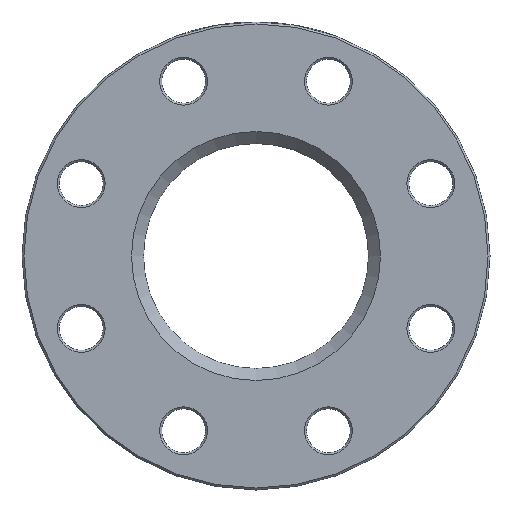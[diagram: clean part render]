
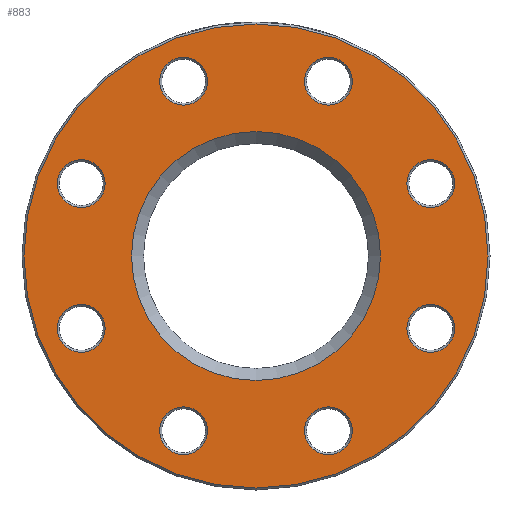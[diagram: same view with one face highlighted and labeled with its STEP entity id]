
A CAD part, left-side view. The second image highlights one B-rep face of the part: STEP entity #883.
In plain terms, the highlighted planar face has unit normal (-1, 0, 0).
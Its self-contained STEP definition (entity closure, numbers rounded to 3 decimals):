
#87 = DIRECTION ( 'NONE',  ( 1., 0., 0. ) ) ;
#91 = DIRECTION ( 'NONE',  ( 1., 0., 0. ) ) ;
#93 = CARTESIAN_POINT ( 'NONE',  ( 0., 36.355, 87.769 ) ) ;
#124 = VERTEX_POINT ( 'NONE', #1905 ) ;
#127 = DIRECTION ( 'NONE',  ( 1., 0., 0. ) ) ;
#168 = EDGE_LOOP ( 'NONE', ( #3985 ) ) ;
#217 = AXIS2_PLACEMENT_3D ( 'NONE', #93, #1561, #647 ) ;
#247 = AXIS2_PLACEMENT_3D ( 'NONE', #1735, #2738, #931 ) ;
#295 = EDGE_CURVE ( 'NONE', #5913, #5913, #1731, .T. ) ;
#355 = AXIS2_PLACEMENT_3D ( 'NONE', #2915, #5726, #1172 ) ;
#454 = CARTESIAN_POINT ( 'NONE',  ( 0., 56.5, 0. ) ) ;
#484 = FACE_BOUND ( 'NONE', #5319, .T. ) ;
#511 = EDGE_CURVE ( 'NONE', #5433, #5433, #1811, .T. ) ;
#528 = CIRCLE ( 'NONE', #355, 12. ) ;
#647 = DIRECTION ( 'NONE',  ( 0., 0., -1. ) ) ;
#664 = ORIENTED_EDGE ( 'NONE', *, *, #4359, .T. ) ;
#671 = EDGE_CURVE ( 'NONE', #4188, #4188, #5461, .T. ) ;
#779 = EDGE_CURVE ( 'NONE', #4985, #4985, #4019, .T. ) ;
#783 = AXIS2_PLACEMENT_3D ( 'NONE', #5289, #1216, #3899 ) ;
#810 = CARTESIAN_POINT ( 'NONE',  ( 0., -87.769, 36.355 ) ) ;
#883 = ADVANCED_FACE ( 'NONE', ( #3751, #3194, #5029, #932, #484, #4121, #3223, #2371, #5058, #4638 ), #4180, .F. ) ;
#903 = ORIENTED_EDGE ( 'NONE', *, *, #3879, .T. ) ;
#931 = DIRECTION ( 'NONE',  ( 0., 0., -1. ) ) ;
#932 = FACE_BOUND ( 'NONE', #168, .T. ) ;
#980 = ORIENTED_EDGE ( 'NONE', *, *, #671, .T. ) ;
#1045 = EDGE_LOOP ( 'NONE', ( #2472 ) ) ;
#1070 = DIRECTION ( 'NONE',  ( 0., 0., -1. ) ) ;
#1082 = CARTESIAN_POINT ( 'NONE',  ( 0., -87.769, -48.355 ) ) ;
#1172 = DIRECTION ( 'NONE',  ( 0., 0., -1. ) ) ;
#1216 = DIRECTION ( 'NONE',  ( 1., 0., 0. ) ) ;
#1268 = EDGE_LOOP ( 'NONE', ( #5694 ) ) ;
#1309 = AXIS2_PLACEMENT_3D ( 'NONE', #4083, #1749, #3998 ) ;
#1380 = VERTEX_POINT ( 'NONE', #5547 ) ;
#1476 = CIRCLE ( 'NONE', #4848, 12. ) ;
#1553 = AXIS2_PLACEMENT_3D ( 'NONE', #5117, #91, #4285 ) ;
#1561 = DIRECTION ( 'NONE',  ( 1., 0., 0. ) ) ;
#1580 = CIRCLE ( 'NONE', #3192, 12. ) ;
#1724 = DIRECTION ( 'NONE',  ( 0., 0., -1. ) ) ;
#1731 = CIRCLE ( 'NONE', #217, 12. ) ;
#1735 = CARTESIAN_POINT ( 'NONE',  ( 0., 0., 0. ) ) ;
#1749 = DIRECTION ( 'NONE',  ( 1., 0., 0. ) ) ;
#1811 = CIRCLE ( 'NONE', #4410, 12. ) ;
#1905 = CARTESIAN_POINT ( 'NONE',  ( 0., 87.769, 24.355 ) ) ;
#1935 = VERTEX_POINT ( 'NONE', #3693 ) ;
#1970 = CARTESIAN_POINT ( 'NONE',  ( 0., 0., -62.5 ) ) ;
#2218 = EDGE_CURVE ( 'NONE', #1380, #1380, #3366, .T. ) ;
#2371 = FACE_BOUND ( 'NONE', #1045, .T. ) ;
#2373 = CARTESIAN_POINT ( 'NONE',  ( 0., -36.355, 75.769 ) ) ;
#2387 = DIRECTION ( 'NONE',  ( -1., 0., 0. ) ) ;
#2407 = VERTEX_POINT ( 'NONE', #1970 ) ;
#2472 = ORIENTED_EDGE ( 'NONE', *, *, #511, .T. ) ;
#2515 = ORIENTED_EDGE ( 'NONE', *, *, #779, .T. ) ;
#2691 = CARTESIAN_POINT ( 'NONE',  ( 0., 87.769, -48.355 ) ) ;
#2702 = EDGE_LOOP ( 'NONE', ( #4861 ) ) ;
#2738 = DIRECTION ( 'NONE',  ( 1., 0., 0. ) ) ;
#2765 = DIRECTION ( 'NONE',  ( 0., 0., -1. ) ) ;
#2869 = EDGE_LOOP ( 'NONE', ( #980 ) ) ;
#2915 = CARTESIAN_POINT ( 'NONE',  ( 0., -87.769, -36.355 ) ) ;
#2927 = EDGE_LOOP ( 'NONE', ( #3168 ) ) ;
#3001 = EDGE_CURVE ( 'NONE', #4151, #4151, #1580, .T. ) ;
#3156 = AXIS2_PLACEMENT_3D ( 'NONE', #454, #87, #2765 ) ;
#3168 = ORIENTED_EDGE ( 'NONE', *, *, #2218, .T. ) ;
#3173 = CARTESIAN_POINT ( 'NONE',  ( 0., 0., -116.5 ) ) ;
#3192 = AXIS2_PLACEMENT_3D ( 'NONE', #4216, #127, #3792 ) ;
#3194 = FACE_OUTER_BOUND ( 'NONE', #2869, .T. ) ;
#3223 = FACE_BOUND ( 'NONE', #2927, .T. ) ;
#3251 = VERTEX_POINT ( 'NONE', #1082 ) ;
#3366 = CIRCLE ( 'NONE', #1553, 12. ) ;
#3397 = CARTESIAN_POINT ( 'NONE',  ( 0., 36.355, -87.769 ) ) ;
#3693 = CARTESIAN_POINT ( 'NONE',  ( 0., -87.769, 24.355 ) ) ;
#3751 = FACE_BOUND ( 'NONE', #2702, .T. ) ;
#3792 = DIRECTION ( 'NONE',  ( 0., 0., -1. ) ) ;
#3879 = EDGE_CURVE ( 'NONE', #1935, #1935, #1476, .T. ) ;
#3899 = DIRECTION ( 'NONE',  ( 0., 0., -1. ) ) ;
#3931 = AXIS2_PLACEMENT_3D ( 'NONE', #4225, #2387, #4684 ) ;
#3985 = ORIENTED_EDGE ( 'NONE', *, *, #3001, .T. ) ;
#3998 = DIRECTION ( 'NONE',  ( 0., 0., -1. ) ) ;
#4019 = CIRCLE ( 'NONE', #783, 12. ) ;
#4075 = CARTESIAN_POINT ( 'NONE',  ( 0., 36.355, -99.769 ) ) ;
#4082 = EDGE_CURVE ( 'NONE', #2407, #2407, #4748, .T. ) ;
#4083 = CARTESIAN_POINT ( 'NONE',  ( 0., 87.769, 36.355 ) ) ;
#4121 = FACE_BOUND ( 'NONE', #4323, .T. ) ;
#4151 = VERTEX_POINT ( 'NONE', #2373 ) ;
#4180 = PLANE ( 'NONE',  #3156 ) ;
#4188 = VERTEX_POINT ( 'NONE', #3173 ) ;
#4216 = CARTESIAN_POINT ( 'NONE',  ( 0., -36.355, 87.769 ) ) ;
#4225 = CARTESIAN_POINT ( 'NONE',  ( 0., 0., 0. ) ) ;
#4285 = DIRECTION ( 'NONE',  ( 0., 0., -1. ) ) ;
#4323 = EDGE_LOOP ( 'NONE', ( #664 ) ) ;
#4333 = DIRECTION ( 'NONE',  ( 1., 0., 0. ) ) ;
#4359 = EDGE_CURVE ( 'NONE', #3251, #3251, #528, .T. ) ;
#4367 = EDGE_LOOP ( 'NONE', ( #2515 ) ) ;
#4378 = ORIENTED_EDGE ( 'NONE', *, *, #5278, .T. ) ;
#4379 = CIRCLE ( 'NONE', #1309, 12. ) ;
#4410 = AXIS2_PLACEMENT_3D ( 'NONE', #3397, #4333, #1070 ) ;
#4593 = CARTESIAN_POINT ( 'NONE',  ( 0., 36.355, 75.769 ) ) ;
#4638 = FACE_BOUND ( 'NONE', #5655, .T. ) ;
#4684 = DIRECTION ( 'NONE',  ( 0., 0., -1. ) ) ;
#4748 = CIRCLE ( 'NONE', #247, 62.5 ) ;
#4848 = AXIS2_PLACEMENT_3D ( 'NONE', #810, #5385, #1724 ) ;
#4861 = ORIENTED_EDGE ( 'NONE', *, *, #4082, .T. ) ;
#4985 = VERTEX_POINT ( 'NONE', #2691 ) ;
#5029 = FACE_BOUND ( 'NONE', #1268, .T. ) ;
#5058 = FACE_BOUND ( 'NONE', #4367, .T. ) ;
#5117 = CARTESIAN_POINT ( 'NONE',  ( 0., -36.355, -87.769 ) ) ;
#5278 = EDGE_CURVE ( 'NONE', #124, #124, #4379, .T. ) ;
#5289 = CARTESIAN_POINT ( 'NONE',  ( 0., 87.769, -36.355 ) ) ;
#5319 = EDGE_LOOP ( 'NONE', ( #903 ) ) ;
#5385 = DIRECTION ( 'NONE',  ( 1., 0., 0. ) ) ;
#5433 = VERTEX_POINT ( 'NONE', #4075 ) ;
#5461 = CIRCLE ( 'NONE', #3931, 116.5 ) ;
#5547 = CARTESIAN_POINT ( 'NONE',  ( 0., -36.355, -99.769 ) ) ;
#5655 = EDGE_LOOP ( 'NONE', ( #4378 ) ) ;
#5694 = ORIENTED_EDGE ( 'NONE', *, *, #295, .T. ) ;
#5726 = DIRECTION ( 'NONE',  ( 1., 0., 0. ) ) ;
#5913 = VERTEX_POINT ( 'NONE', #4593 ) ;
